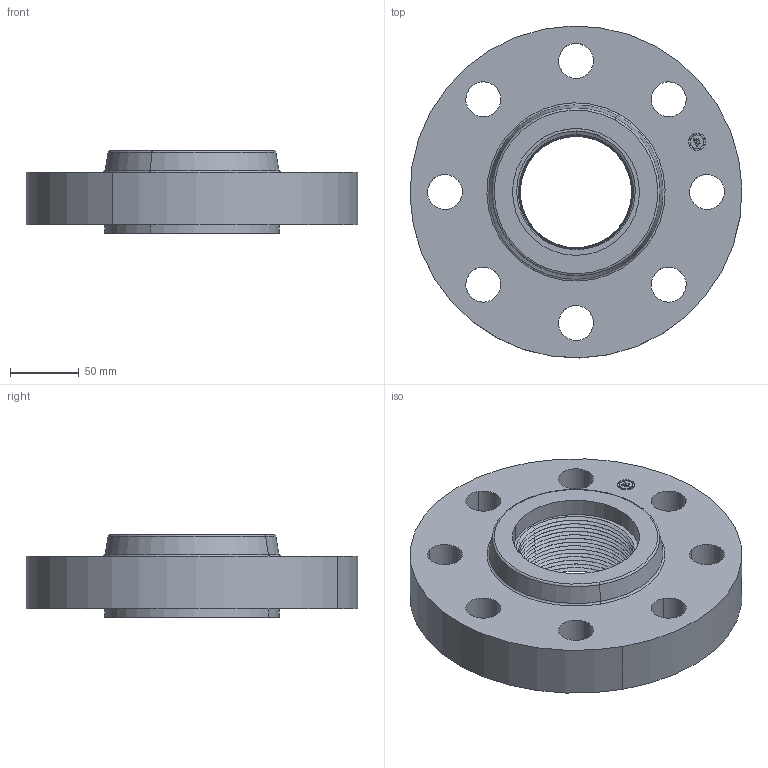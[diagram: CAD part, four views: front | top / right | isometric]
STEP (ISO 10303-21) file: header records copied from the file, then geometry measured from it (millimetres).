
FILE_DESCRIPTION(('3D STEP'),'2;1');
FILE_NAME('3-900-THREADED-RF-FLANGE.stp','2013-03-04T05:18:05+00:00',('Texas Flange'),(''),'CATIA Version 5 Release 20 SP 6 (IN-10)','CATIA V5 STEP AP214','800-826-3801');
FILE_SCHEMA(('AUTOMOTIVE_DESIGN { 1 0 10303 214 1 1 1 1 }'));
Length unit declared in the file: inch
Products named in the file (1): 3-900-THREADED-RF-FLANGE
Bounding box: 241.23 x 241.23 x 60.2 mm (x, y, z)
Volume: 1507407.5 mm3; surface area: 160088.1 mm2
Topology: 1 solids, 1 shells, 574 faces, 1533 edges, 981 vertices
Faces by surface type: plane 370, bspline 125, cylinder 42, cone 33, torus 4
Entity records: 22832 total; most frequent: CARTESIAN_POINT 7216, ORIENTED_EDGE 3066, DIRECTION 1958, EDGE_CURVE 1533, VECTOR 1118, LINE 1118, VERTEX_POINT 981, EDGE_LOOP 612
